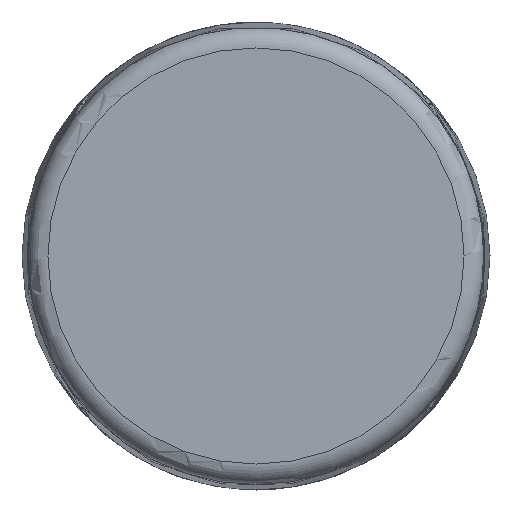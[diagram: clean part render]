
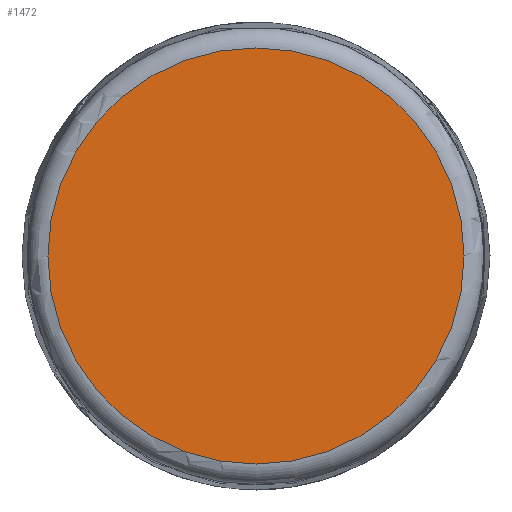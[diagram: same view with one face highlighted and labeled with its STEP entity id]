
A CAD part, left-side view. The second image highlights one B-rep face of the part: STEP entity #1472.
In plain terms, the highlighted face is planar.
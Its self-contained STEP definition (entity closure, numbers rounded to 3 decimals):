
#269 = CIRCLE ( 'NONE', #4823, 7.625 ) ;
#1046 = VERTEX_POINT ( 'NONE', #3940 ) ;
#1287 = CARTESIAN_POINT ( 'NONE',  ( 0., 15.9, 0. ) ) ;
#1472 = ADVANCED_FACE ( 'NONE', ( #4120 ), #3795, .F. ) ;
#1758 = DIRECTION ( 'NONE',  ( 0., 0., -1. ) ) ;
#3026 = EDGE_LOOP ( 'NONE', ( #4831 ) ) ;
#3041 = EDGE_CURVE ( 'NONE', #1046, #1046, #269, .T. ) ;
#3795 = PLANE ( 'NONE',  #5231 ) ;
#3817 = DIRECTION ( 'NONE',  ( 0., 0., -1. ) ) ;
#3940 = CARTESIAN_POINT ( 'NONE',  ( 0., 15.9, -7.625 ) ) ;
#4120 = FACE_OUTER_BOUND ( 'NONE', #3026, .T. ) ;
#4242 = CARTESIAN_POINT ( 'NONE',  ( -7.625, 15.9, 0. ) ) ;
#4285 = DIRECTION ( 'NONE',  ( 0., -1., 0. ) ) ;
#4823 = AXIS2_PLACEMENT_3D ( 'NONE', #1287, #4285, #1758 ) ;
#4831 = ORIENTED_EDGE ( 'NONE', *, *, #3041, .F. ) ;
#5231 = AXIS2_PLACEMENT_3D ( 'NONE', #4242, #5513, #3817 ) ;
#5513 = DIRECTION ( 'NONE',  ( 0., -1., 0. ) ) ;
